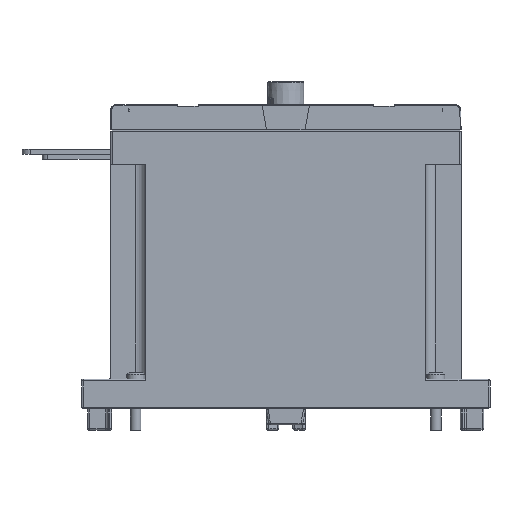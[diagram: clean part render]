
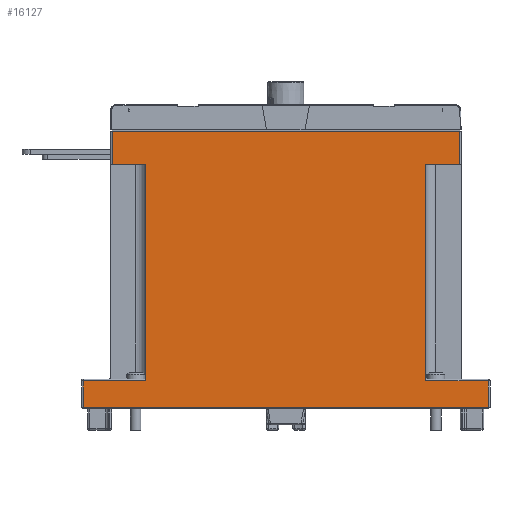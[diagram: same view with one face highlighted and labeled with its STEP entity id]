
A CAD part, front view. The second image highlights one B-rep face of the part: STEP entity #16127.
In plain terms, the highlighted planar face has unit normal (0, -1, 0).
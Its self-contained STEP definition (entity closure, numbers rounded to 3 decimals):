
#641=DIRECTION('',(0.,0.,1.));
#642=VECTOR('',#641,15.8);
#643=CARTESIAN_POINT('',(150.661,-41.045,99.7));
#644=LINE('',#643,#642);
#660=DIRECTION('',(-1.,0.,0.));
#661=VECTOR('',#660,36.8);
#662=CARTESIAN_POINT('',(150.661,-41.045,115.5));
#663=LINE('',#662,#661);
#668=DIRECTION('',(-1.,0.,0.));
#669=VECTOR('',#668,238.);
#670=CARTESIAN_POINT('',(150.661,-41.045,99.7));
#671=LINE('',#670,#669);
#672=DIRECTION('',(0.,0.,-1.));
#673=VECTOR('',#672,15.8);
#674=CARTESIAN_POINT('',(-87.339,-41.045,115.5));
#675=LINE('',#674,#673);
#695=DIRECTION('',(-1.,0.,0.));
#696=VECTOR('',#695,36.8);
#697=CARTESIAN_POINT('',(-50.539,-41.045,115.5));
#698=LINE('',#697,#696);
#708=DIRECTION('',(0.,0.,-1.));
#709=VECTOR('',#708,127.2);
#710=CARTESIAN_POINT('',(-50.539,-41.045,242.7));
#711=LINE('',#710,#709);
#863=DIRECTION('',(-1.,0.,0.));
#864=VECTOR('',#863,204.);
#865=CARTESIAN_POINT('',(133.661,-41.045,262.2));
#866=LINE('',#865,#864);
#5037=DIRECTION('',(0.,0.,-1.));
#5038=VECTOR('',#5037,19.5);
#5039=CARTESIAN_POINT('',(-70.339,-41.045,262.2));
#5040=LINE('',#5039,#5038);
#5050=DIRECTION('',(1.,0.,0.));
#5051=VECTOR('',#5050,19.8);
#5052=CARTESIAN_POINT('',(-70.339,-41.045,242.7));
#5053=LINE('',#5052,#5051);
#10477=DIRECTION('',(1.,0.,0.));
#10478=VECTOR('',#10477,19.8);
#10479=CARTESIAN_POINT('',(113.861,-41.045,242.7));
#10480=LINE('',#10479,#10478);
#10495=DIRECTION('',(0.,0.,1.));
#10496=VECTOR('',#10495,19.5);
#10497=CARTESIAN_POINT('',(133.661,-41.045,242.7));
#10498=LINE('',#10497,#10496);
#10516=DIRECTION('',(0.,0.,1.));
#10517=VECTOR('',#10516,127.2);
#10518=CARTESIAN_POINT('',(113.861,-41.045,
115.5));
#10519=LINE('',#10518,#10517);
#13214=CARTESIAN_POINT('',(-87.339,-41.045,99.7));
#13215=VERTEX_POINT('',#13214);
#13216=CARTESIAN_POINT('',(150.661,-41.045,99.7));
#13217=VERTEX_POINT('',#13216);
#13280=CARTESIAN_POINT('',(150.661,-41.045,115.5));
#13281=VERTEX_POINT('',#13280);
#13282=CARTESIAN_POINT('',(113.861,-41.045,
115.5));
#13283=VERTEX_POINT('',#13282);
#13284=CARTESIAN_POINT('',(-87.339,-41.045,115.5));
#13285=VERTEX_POINT('',#13284);
#13286=CARTESIAN_POINT('',(-50.539,-41.045,115.5));
#13287=VERTEX_POINT('',#13286);
#13288=CARTESIAN_POINT('',(-50.539,-41.045,242.7));
#13289=VERTEX_POINT('',#13288);
#13290=CARTESIAN_POINT('',(-70.339,-41.045,242.7));
#13291=VERTEX_POINT('',#13290);
#13292=CARTESIAN_POINT('',(-70.339,-41.045,262.2));
#13293=VERTEX_POINT('',#13292);
#13294=CARTESIAN_POINT('',(133.661,-41.045,262.2));
#13295=VERTEX_POINT('',#13294);
#13296=CARTESIAN_POINT('',(133.661,-41.045,242.7));
#13297=VERTEX_POINT('',#13296);
#13298=CARTESIAN_POINT('',(113.861,-41.045,242.7));
#13299=VERTEX_POINT('',#13298);
#16099=CARTESIAN_POINT('',(31.661,-41.045,180.95));
#16100=DIRECTION('',(0.,1.,0.));
#16101=DIRECTION('',(1.,0.,0.));
#16102=AXIS2_PLACEMENT_3D('',#16099,#16100,#16101);
#16103=PLANE('',#16102);
#16104=ORIENTED_EDGE('',*,*,#15802,.T.);
#16106=ORIENTED_EDGE('',*,*,#16105,.F.);
#16108=ORIENTED_EDGE('',*,*,#16107,.F.);
#16110=ORIENTED_EDGE('',*,*,#16109,.F.);
#16112=ORIENTED_EDGE('',*,*,#16111,.F.);
#16114=ORIENTED_EDGE('',*,*,#16113,.F.);
#16116=ORIENTED_EDGE('',*,*,#16115,.F.);
#16118=ORIENTED_EDGE('',*,*,#16117,.F.);
#16120=ORIENTED_EDGE('',*,*,#16119,.F.);
#16122=ORIENTED_EDGE('',*,*,#16121,.F.);
#16123=ORIENTED_EDGE('',*,*,#16084,.F.);
#16124=ORIENTED_EDGE('',*,*,#16047,.F.);
#16125=EDGE_LOOP('',(#16104,#16106,#16108,#16110,#16112,#16114,#16116,#16118,
#16120,#16122,#16123,#16124));
#16126=FACE_OUTER_BOUND('',#16125,.F.);
#15802=EDGE_CURVE('',#13217,#13215,#671,.T.);
#16047=EDGE_CURVE('',#13217,#13281,#644,.T.);
#16084=EDGE_CURVE('',#13281,#13283,#663,.T.);
#16105=EDGE_CURVE('',#13285,#13215,#675,.T.);
#16107=EDGE_CURVE('',#13287,#13285,#698,.T.);
#16109=EDGE_CURVE('',#13289,#13287,#711,.T.);
#16111=EDGE_CURVE('',#13291,#13289,#5053,.T.);
#16113=EDGE_CURVE('',#13293,#13291,#5040,.T.);
#16115=EDGE_CURVE('',#13295,#13293,#866,.T.);
#16117=EDGE_CURVE('',#13297,#13295,#10498,.T.);
#16119=EDGE_CURVE('',#13299,#13297,#10480,.T.);
#16121=EDGE_CURVE('',#13283,#13299,#10519,.T.);
#16127=ADVANCED_FACE('',(#16126),#16103,.F.);
